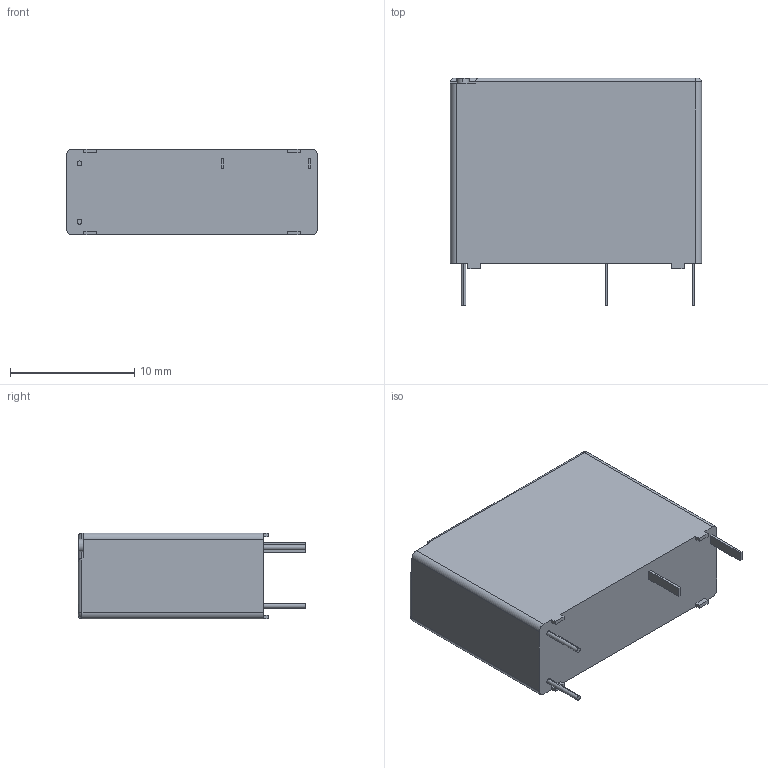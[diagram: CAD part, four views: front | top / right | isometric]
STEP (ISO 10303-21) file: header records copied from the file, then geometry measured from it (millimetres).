
FILE_DESCRIPTION (( 'STEP AP214' ), '1' );
FILE_NAME ('7D36FF60-ED2F-4BC0-A505-FC93F63F83E7.STEP', '2024-07-10T08:22:17', ( '' ), ( '' ), 'SwSTEP 2.0', 'SolidWorks 2022', '' );
FILE_SCHEMA (( 'AUTOMOTIVE_DESIGN' ));
Length unit declared in the file: millimetre
Products named in the file (1): 7D36FF60-ED2F-4BC0-A505-FC93F63F83E7
Bounding box: 20.2 x 18.3 x 6.9 mm (x, y, z)
Volume: 2072.9 mm3; surface area: 1096.8 mm2
Topology: 1 solids, 1 shells, 272 faces, 708 edges, 468 vertices
Faces by surface type: plane 160, bspline 91, cylinder 18, torus 3
Entity records: 13391 total; most frequent: CARTESIAN_POINT 6533, ORIENTED_EDGE 1416, DIRECTION 922, EDGE_CURVE 708, VECTOR 488, LINE 488, VERTEX_POINT 468, EDGE_LOOP 302
